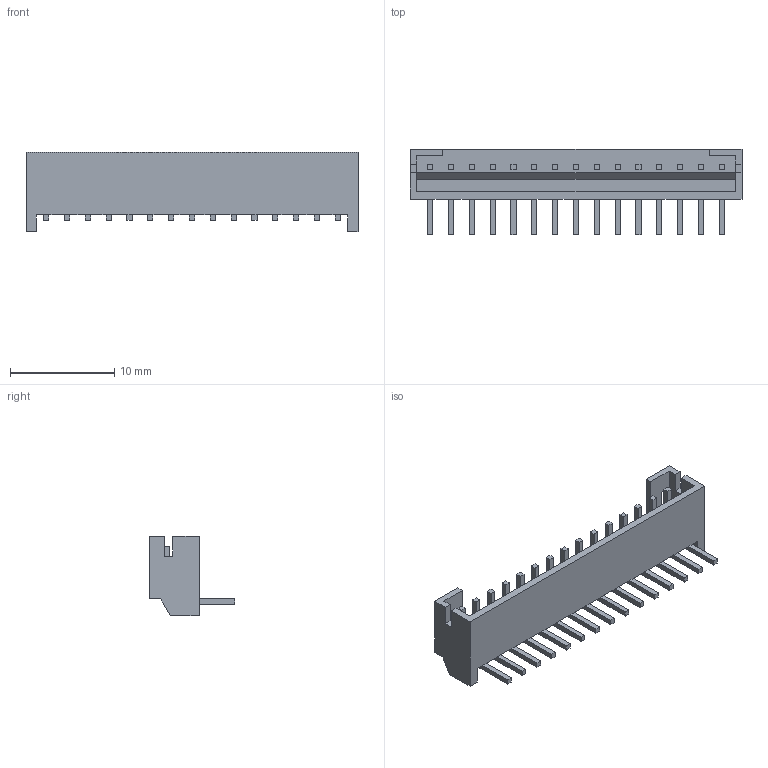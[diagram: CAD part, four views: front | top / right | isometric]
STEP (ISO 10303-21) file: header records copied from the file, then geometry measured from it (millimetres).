
FILE_DESCRIPTION (( 'STEP AP214' ), '1' );
FILE_NAME ('S15B-PH-K-S.STEP', '2011-09-21T00:45:38', ( ' ' ), ( ' ' ), 'SwSTEP 2.0', 'SolidWorks 2005235', '' );
FILE_SCHEMA (( 'AUTOMOTIVE_DESIGN' ));
Length unit declared in the file: millimetre
Products named in the file (1): S15B-PH-K-S
Bounding box: 31.9 x 8.2 x 7.6 mm (x, y, z)
Volume: 410.7 mm3; surface area: 1132.6 mm2
Topology: 1 solids, 1 shells, 201 faces, 532 edges, 344 vertices
Faces by surface type: plane 186, cylinder 15
Entity records: 6507 total; most frequent: CARTESIAN_POINT 1078, ORIENTED_EDGE 1064, DIRECTION 966, EDGE_CURVE 532, VECTOR 502, LINE 502, VERTEX_POINT 344, AXIS2_PLACEMENT_3D 232
